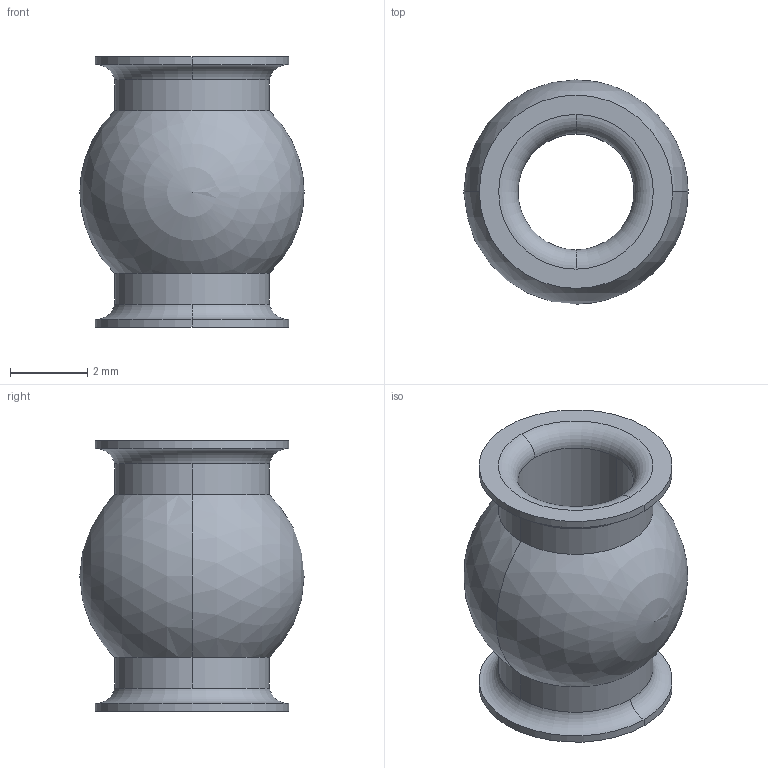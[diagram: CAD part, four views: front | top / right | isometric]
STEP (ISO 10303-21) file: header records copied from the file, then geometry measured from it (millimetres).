
FILE_DESCRIPTION (( 'STEP AP214' ), '1' );
FILE_NAME ('SphereJoint.STEP', '2025-09-26T07:09:10', ( 'Windows User' ), ( '' ), 'SwSTEP 2.0', 'SolidWorks 2023', '' );
FILE_SCHEMA (( 'AUTOMOTIVE_DESIGN' ));
Length unit declared in the file: millimetre
Products named in the file (1): SphereJoint
Bounding box: 5.8 x 5.8 x 6.99 mm (x, y, z)
Volume: 80.3 mm3; surface area: 209.3 mm2
Topology: 1 solids, 1 shells, 22 faces, 57 edges, 35 vertices
Faces by surface type: cylinder 10, torus 8, sphere 2, plane 2
Entity records: 681 total; most frequent: DIRECTION 140, CARTESIAN_POINT 107, ORIENTED_EDGE 104, AXIS2_PLACEMENT_3D 65, EDGE_CURVE 52, CIRCLE 42, VERTEX_POINT 32, EDGE_LOOP 24
